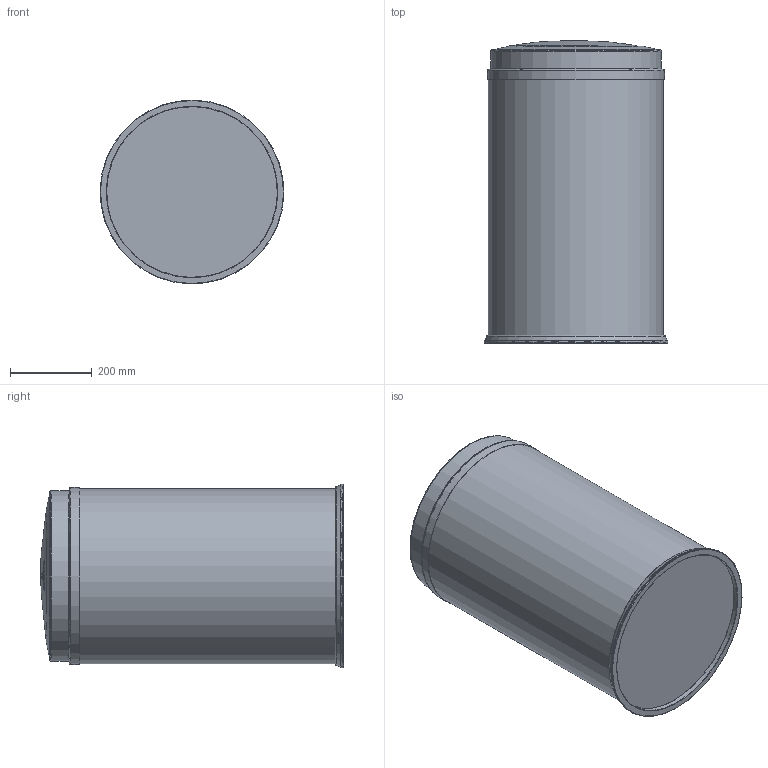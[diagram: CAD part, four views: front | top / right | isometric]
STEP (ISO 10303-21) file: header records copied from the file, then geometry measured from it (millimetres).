
FILE_DESCRIPTION(/* description */ (''),/* implementation_level */ '2;1');
FILE_NAME(/* name */ '350931 Big Swing.stp',/* time_stamp */ '2024-05-02T10:43:32+02:00',/* author */ ('l.breulmann'),/* organization */ ('Wesco'),/* preprocessor_version */ 'ST-DEVELOPER v20',/* originating_system */ 'Autodesk Inventor 2025',/* authorisation */ '');
FILE_SCHEMA (('AUTOMOTIVE_DESIGN { 1 0 10303 214 3 1 1 }'));
Length unit declared in the file: millimetre
Products named in the file (8): 350931 Big Swing; 3509001-1 Rumpf; 3509002 Haube; 3509003-1 Deckel; 3509004-1 Boden; 3509005-1 Gewicht; Achse; 1351004-1 Bodenprofil
Assembly tree (7 placements, depth 2):
  350931 Big Swing
    3509001-1 Rumpf
    3509002 Haube
    3509003-1 Deckel
    3509004-1 Boden
    3509005-1 Gewicht
    Achse
    1351004-1 Bodenprofil
Bounding box: 450.12 x 742.6 x 450.12 mm (x, y, z)
Volume: 1367315.7 mm3; surface area: 2893366.4 mm2
Topology: 7 solids, 7 shells, 430 faces, 1128 edges, 743 vertices
Faces by surface type: plane 226, bspline 112, sphere 30, cylinder 26, torus 26, cone 10
Full cylindrical faces by diameter (mm): 4.3 x1, 5 x1, 5.3 x4, 30 x1, 318.6 x1, 320 x1, 325 x1, 327 x1, 416 x1, 418 x1, 418.245 x1, 428 x1, 428.5 x1, 429 x1, 430 x1, 431 x1, 432 x1, 432.5 x1, 434 x1, 435.245 x1, 441.245 x1, 446 x1, 450.245 x1
Entity records: 19164 total; most frequent: CARTESIAN_POINT 8503, ORIENTED_EDGE 2254, DIRECTION 2069, EDGE_CURVE 1127, AXIS2_PLACEMENT_3D 857, VERTEX_POINT 742, CIRCLE 523, EDGE_LOOP 479
